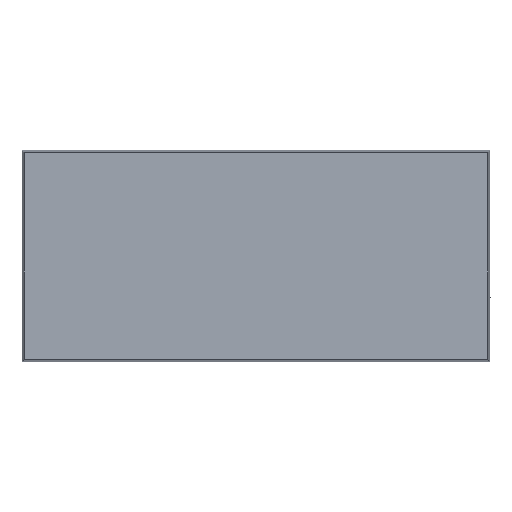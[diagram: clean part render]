
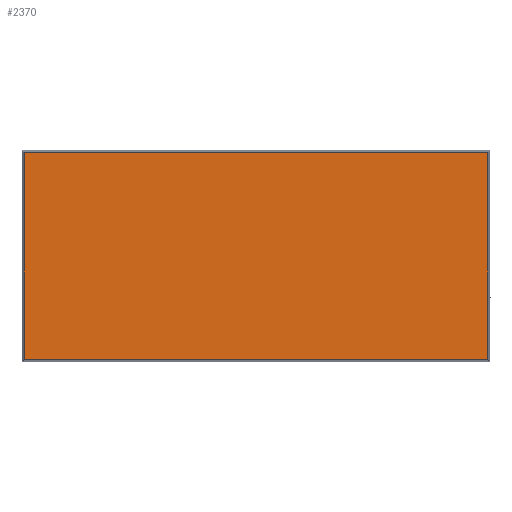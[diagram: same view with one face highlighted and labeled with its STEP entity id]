
A CAD part, top view. The second image highlights one B-rep face of the part: STEP entity #2370.
In plain terms, the highlighted face is planar.
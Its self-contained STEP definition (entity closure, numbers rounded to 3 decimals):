
#60=CARTESIAN_POINT('',(48.452,11.284,
-14.854));
#70=DIRECTION('',(0.,-1.,0.));
#80=VECTOR('',#70,1.);
#90=LINE('',#60,#80);
#100=CARTESIAN_POINT('',(48.452,114.259,
-14.854));
#110=VERTEX_POINT('',#100);
#120=CARTESIAN_POINT('',(48.452,94.761,
-14.854));
#130=VERTEX_POINT('',#120);
#140=EDGE_CURVE('',#110,#130,#90,.T.);
#2070=CARTESIAN_POINT('',(48.452,94.012,
96.346));
#2080=DIRECTION('',(1.,0.,0.));
#2090=DIRECTION('',(0.,-1.,0.));
#2100=AXIS2_PLACEMENT_3D('',#2070,#2080,#2090);
#2110=PLANE('',#2100);
#2120=CARTESIAN_POINT('',(48.452,11.284,
-23.553));
#2130=DIRECTION('',(0.,1.,0.));
#2140=VECTOR('',#2130,1.);
#2150=LINE('',#2120,#2140);
#2160=CARTESIAN_POINT('',(48.452,94.761,
-23.553));
#2170=VERTEX_POINT('',#2160);
#2180=CARTESIAN_POINT('',(48.452,114.259,
-23.553));
#2190=VERTEX_POINT('',#2180);
#2200=EDGE_CURVE('',#2170,#2190,#2150,.T.);
#2210=ORIENTED_EDGE('',*,*,#2200,.T.);
#2220=CARTESIAN_POINT('',(48.452,94.761,
-21.854));
#2230=DIRECTION('',(0.,0.,-1.));
#2240=VECTOR('',#2230,1.);
#2250=LINE('',#2220,#2240);
#2260=EDGE_CURVE('',#130,#2170,#2250,.T.);
#2270=ORIENTED_EDGE('',*,*,#2260,.T.);
#2280=ORIENTED_EDGE('',*,*,#140,.T.);
#2290=CARTESIAN_POINT('',(48.452,114.259,
-21.854));
#2300=DIRECTION('',(0.,0.,1.));
#2310=VECTOR('',#2300,1.);
#2320=LINE('',#2290,#2310);
#2330=EDGE_CURVE('',#2190,#110,#2320,.T.);
#2340=ORIENTED_EDGE('',*,*,#2330,.T.);
#2350=EDGE_LOOP('',(#2340,#2280,#2270,#2210));
#2360=FACE_OUTER_BOUND('',#2350,.T.);
#2370=ADVANCED_FACE('',(#2360),#2110,.T.);
